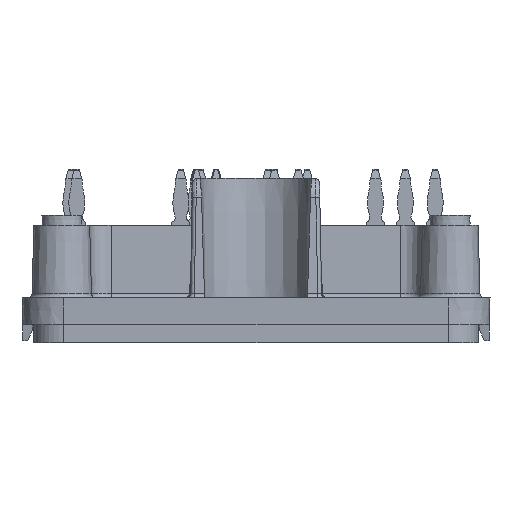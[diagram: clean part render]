
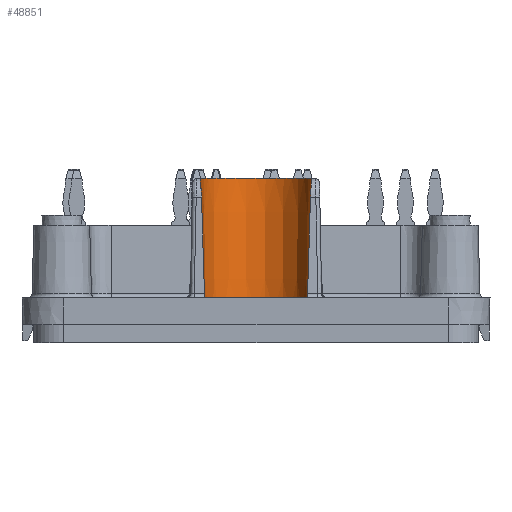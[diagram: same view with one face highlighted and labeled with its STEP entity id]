
A CAD part, left-side view. The second image highlights one B-rep face of the part: STEP entity #48851.
In plain terms, the highlighted conical face has half-angle 1 degrees and reference radius 5.538 mm.
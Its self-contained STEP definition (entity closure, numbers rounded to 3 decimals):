
#1096=CIRCLE('',#51246,5.349);
#1097=CIRCLE('',#51248,5.375);
#1098=CIRCLE('',#51250,5.585);
#1956=B_SPLINE_CURVE_WITH_KNOTS('',3,(#67347,#67348,#67349,#67350),
 .UNSPECIFIED.,.F.,.F.,(4,4),(0.,0.001),
 .UNSPECIFIED.);
#1957=B_SPLINE_CURVE_WITH_KNOTS('',3,(#67354,#67355,#67356,#67357),
 .UNSPECIFIED.,.F.,.F.,(4,4),(0.,0.001),.UNSPECIFIED.);
#1958=B_SPLINE_CURVE_WITH_KNOTS('',3,(#67361,#67362,#67363,#67364,#67365),
 .UNSPECIFIED.,.F.,.F.,(4,1,4),(0.,0.002,
0.003),.UNSPECIFIED.);
#1959=B_SPLINE_CURVE_WITH_KNOTS('',3,(#67369,#67370,#67371,#67372,#67373),
 .UNSPECIFIED.,.F.,.F.,(4,1,4),(0.,0.002,0.003),
 .UNSPECIFIED.);
#2112=CONICAL_SURFACE('',#51245,5.538,0.017);
#2148=ELLIPSE('',#51247,126.261,6.231);
#2149=ELLIPSE('',#51249,126.261,6.231);
#4870=ORIENTED_EDGE('',*,*,#14350,.F.);
#4871=ORIENTED_EDGE('',*,*,#14351,.T.);
#4872=ORIENTED_EDGE('',*,*,#14352,.T.);
#4873=ORIENTED_EDGE('',*,*,#14353,.T.);
#4874=ORIENTED_EDGE('',*,*,#14354,.T.);
#4875=ORIENTED_EDGE('',*,*,#14355,.T.);
#4876=ORIENTED_EDGE('',*,*,#14356,.T.);
#4877=ORIENTED_EDGE('',*,*,#14357,.T.);
#4878=ORIENTED_EDGE('',*,*,#14358,.T.);
#14350=EDGE_CURVE('',#19092,#19092,#1096,.T.);
#14351=EDGE_CURVE('',#19093,#19094,#2148,.F.);
#14352=EDGE_CURVE('',#19094,#19095,#1956,.T.);
#14353=EDGE_CURVE('',#19095,#19096,#1097,.T.);
#14354=EDGE_CURVE('',#19096,#19097,#1957,.T.);
#14355=EDGE_CURVE('',#19097,#19098,#2149,.F.);
#14356=EDGE_CURVE('',#19098,#19099,#1958,.T.);
#14357=EDGE_CURVE('',#19099,#19100,#1098,.F.);
#14358=EDGE_CURVE('',#19100,#19093,#1959,.T.);
#19092=VERTEX_POINT('',#67343);
#19093=VERTEX_POINT('',#67345);
#19094=VERTEX_POINT('',#67346);
#19095=VERTEX_POINT('',#67351);
#19096=VERTEX_POINT('',#67353);
#19097=VERTEX_POINT('',#67358);
#19098=VERTEX_POINT('',#67360);
#19099=VERTEX_POINT('',#67366);
#19100=VERTEX_POINT('',#67368);
#29643=EDGE_LOOP('',(#4870));
#29644=EDGE_LOOP('',(#4871,#4872,#4873,#4874,#4875,#4876,#4877,#4878));
#31785=FACE_BOUND('',#29643,.T.);
#31786=FACE_BOUND('',#29644,.T.);
#48851=ADVANCED_FACE('',(#31785,#31786),#2112,.F.);
#51245=AXIS2_PLACEMENT_3D('',#67341,#56622,#56623);
#51246=AXIS2_PLACEMENT_3D('',#67342,#56624,#56625);
#51247=AXIS2_PLACEMENT_3D('',#67344,#56626,#56627);
#51248=AXIS2_PLACEMENT_3D('',#67352,#56628,#56629);
#51249=AXIS2_PLACEMENT_3D('',#67359,#56630,#56631);
#51250=AXIS2_PLACEMENT_3D('',#67367,#56632,#56633);
#56622=DIRECTION('',(0.,0.,1.));
#56623=DIRECTION('',(-1.,0.,0.));
#56624=DIRECTION('',(0.,0.,1.));
#56625=DIRECTION('',(1.,0.,0.));
#56626=DIRECTION('',(0.999,0.,-0.052));
#56627=DIRECTION('',(0.052,0.,0.999));
#56628=DIRECTION('',(0.,0.,1.));
#56629=DIRECTION('',(-1.,0.,0.));
#56630=DIRECTION('',(0.999,0.,-0.052));
#56631=DIRECTION('',(0.052,0.,0.999));
#56632=DIRECTION('',(0.,0.,-1.));
#56633=DIRECTION('',(1.,0.,0.));
#67341=CARTESIAN_POINT('',(-46.5,0.,10.497));
#67342=CARTESIAN_POINT('',(-46.5,0.,-0.3));
#67343=CARTESIAN_POINT('',(-41.151,0.,-0.3));
#67344=CARTESIAN_POINT('',(-44.299,0.,71.817));
#67345=CARTESIAN_POINT('',(-47.47,5.466,11.305));
#67346=CARTESIAN_POINT('',(-47.98,5.174,1.579));
#67347=CARTESIAN_POINT('',(-47.98,5.174,1.579));
#67348=CARTESIAN_POINT('',(-47.991,5.167,1.369));
#67349=CARTESIAN_POINT('',(-48.183,5.11,1.2));
#67350=CARTESIAN_POINT('',(-48.38,5.036,1.2));
#67351=CARTESIAN_POINT('',(-48.38,5.036,1.2));
#67352=CARTESIAN_POINT('',(-46.5,0.,1.2));
#67353=CARTESIAN_POINT('',(-48.38,-5.036,1.2));
#67354=CARTESIAN_POINT('',(-48.38,-5.036,1.2));
#67355=CARTESIAN_POINT('',(-48.182,-5.11,1.2));
#67356=CARTESIAN_POINT('',(-47.991,-5.167,1.369));
#67357=CARTESIAN_POINT('',(-47.98,-5.174,1.579));
#67358=CARTESIAN_POINT('',(-47.98,-5.174,1.579));
#67359=CARTESIAN_POINT('',(-44.299,0.,71.817));
#67360=CARTESIAN_POINT('',(-47.47,-5.466,11.305));
#67361=CARTESIAN_POINT('',(-47.47,-5.466,11.305));
#67362=CARTESIAN_POINT('',(-47.444,-5.48,11.816));
#67363=CARTESIAN_POINT('',(-46.988,-5.597,12.795));
#67364=CARTESIAN_POINT('',(-45.977,-5.584,13.2));
#67365=CARTESIAN_POINT('',(-45.473,-5.49,13.2));
#67366=CARTESIAN_POINT('',(-45.473,-5.49,13.2));
#67367=CARTESIAN_POINT('',(-46.5,0.,13.2));
#67368=CARTESIAN_POINT('',(-45.473,5.49,13.2));
#67369=CARTESIAN_POINT('',(-45.473,5.49,13.2));
#67370=CARTESIAN_POINT('',(-45.977,5.584,13.2));
#67371=CARTESIAN_POINT('',(-46.987,5.597,12.796));
#67372=CARTESIAN_POINT('',(-47.444,5.48,11.816));
#67373=CARTESIAN_POINT('',(-47.47,5.466,11.305));
